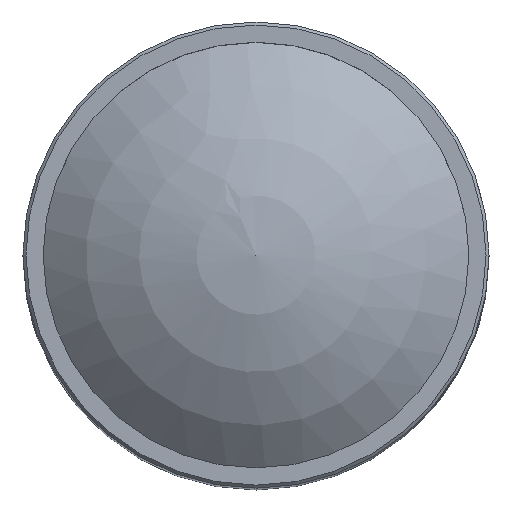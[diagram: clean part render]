
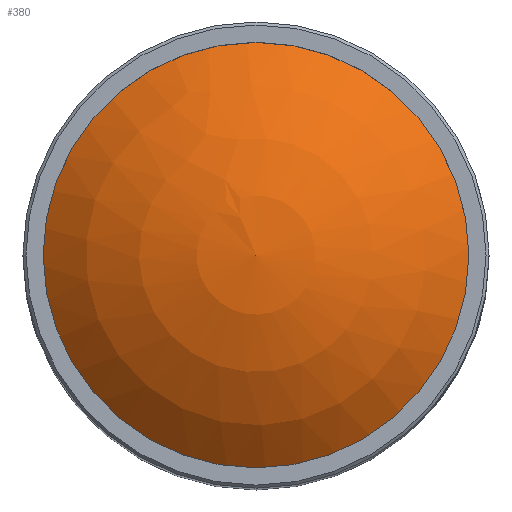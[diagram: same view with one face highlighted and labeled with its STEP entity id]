
A CAD part, top view. The second image highlights one B-rep face of the part: STEP entity #380.
In plain terms, the highlighted spherical face has radius 31.209 mm.
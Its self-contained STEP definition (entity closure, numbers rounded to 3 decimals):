
#58 = DIRECTION ( 'NONE',  ( 0.383, -0.924, 0. ) ) ;
#82 = FACE_OUTER_BOUND ( 'NONE', #394, .T. ) ;
#83 = CIRCLE ( 'NONE', #826, 21.452 ) ;
#122 = AXIS2_PLACEMENT_3D ( 'NONE', #1320, #664, #1211 ) ;
#138 = DIRECTION ( 'NONE',  ( 0., 0., -1. ) ) ;
#317 = EDGE_CURVE ( 'NONE', #685, #685, #83, .T. ) ;
#380 = ADVANCED_FACE ( 'NONE', ( #82 ), #896, .T. ) ;
#394 = EDGE_LOOP ( 'NONE', ( #556 ) ) ;
#556 = ORIENTED_EDGE ( 'NONE', *, *, #317, .F. ) ;
#664 = DIRECTION ( 'NONE',  ( 0., 0., 1. ) ) ;
#685 = VERTEX_POINT ( 'NONE', #1215 ) ;
#826 = AXIS2_PLACEMENT_3D ( 'NONE', #1284, #138, #58 ) ;
#896 = SPHERICAL_SURFACE ( 'NONE', #122, 31.21 ) ;
#1211 = DIRECTION ( 'NONE',  ( -0.383, 0.924, 0. ) ) ;
#1215 = CARTESIAN_POINT ( 'NONE',  ( 8.217, -19.816, -403. ) ) ;
#1284 = CARTESIAN_POINT ( 'NONE',  ( 0., 0., -403. ) ) ;
#1320 = CARTESIAN_POINT ( 'NONE',  ( 0., 0., -425.668 ) ) ;
